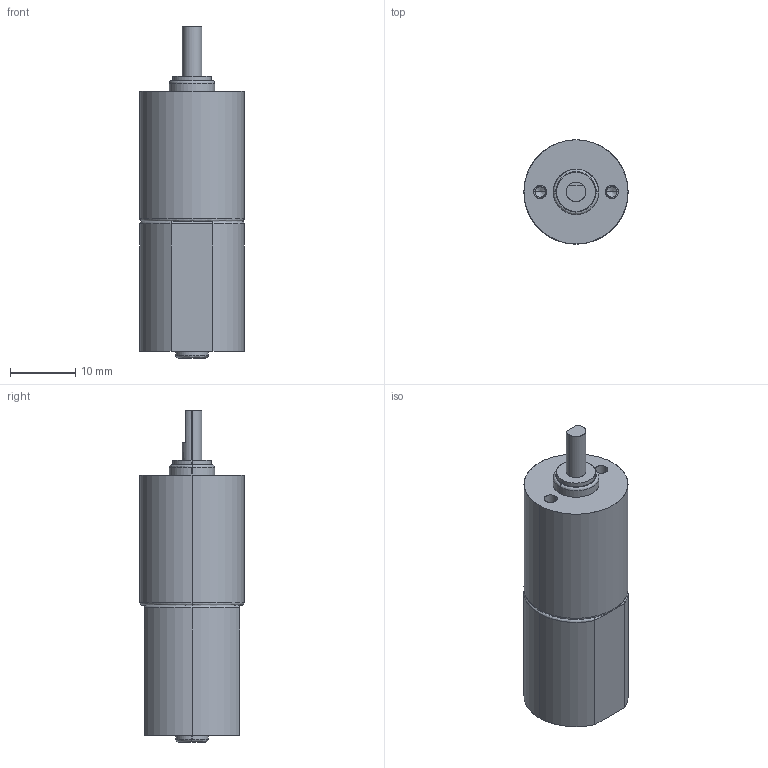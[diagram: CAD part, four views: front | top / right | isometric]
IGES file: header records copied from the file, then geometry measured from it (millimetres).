
Start section: SolidWorks IGES FILE using analytic representation for surfaces
Global section: file name: Copal.IGS; native system: SolidWorks 2001Plus by SolidWorks Corporation; preprocessor: Version 5.3; author: Pete; date: 030205.224411; units: inch
Bounding box: 16 x 16 x 51 mm (x, y, z)
Surface area: 2616.4 mm2 (no closed solid volume)
Topology: 0 solids, 0 shells, 50 faces, 685 edges, 681 vertices
Faces by surface type: revolution 27, bspline 23
